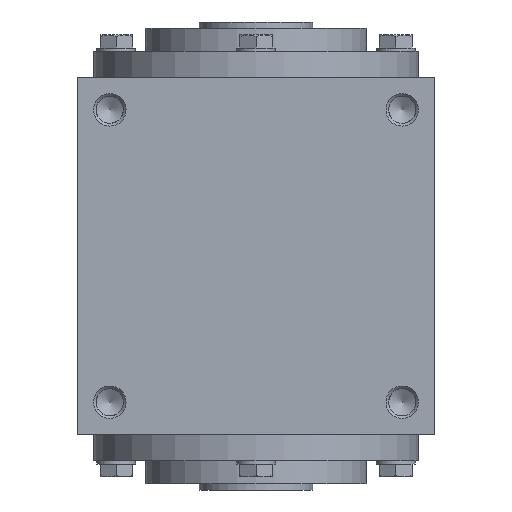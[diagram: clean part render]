
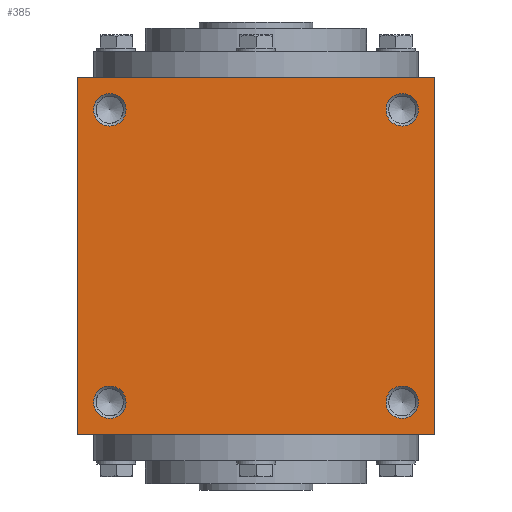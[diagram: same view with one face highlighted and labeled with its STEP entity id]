
A CAD part, left-side view. The second image highlights one B-rep face of the part: STEP entity #385.
In plain terms, the highlighted face is planar.
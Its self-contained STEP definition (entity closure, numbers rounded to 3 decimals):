
#385 = ADVANCED_FACE( '', ( #818, #819, #820, #821, #822 ), #823, .F. );
#818 = FACE_BOUND( '', #1453, .T. );
#819 = FACE_BOUND( '', #1454, .T. );
#820 = FACE_BOUND( '', #1455, .T. );
#821 = FACE_BOUND( '', #1456, .T. );
#822 = FACE_OUTER_BOUND( '', #1457, .T. );
#823 = PLANE( '', #1458 );
#1453 = EDGE_LOOP( '', ( #2162 ) );
#1454 = EDGE_LOOP( '', ( #2163 ) );
#1455 = EDGE_LOOP( '', ( #2164 ) );
#1456 = EDGE_LOOP( '', ( #2165 ) );
#1457 = EDGE_LOOP( '', ( #2166, #2167, #2168, #2169 ) );
#1458 = AXIS2_PLACEMENT_3D( '', #2170, #2171, #2172 );
#2162 = ORIENTED_EDGE( '', *, *, #3292, .F. );
#2163 = ORIENTED_EDGE( '', *, *, #3293, .T. );
#2164 = ORIENTED_EDGE( '', *, *, #3294, .F. );
#2165 = ORIENTED_EDGE( '', *, *, #3295, .T. );
#2166 = ORIENTED_EDGE( '', *, *, #3287, .F. );
#2167 = ORIENTED_EDGE( '', *, *, #3296, .F. );
#2168 = ORIENTED_EDGE( '', *, *, #3297, .F. );
#2169 = ORIENTED_EDGE( '', *, *, #3298, .F. );
#2170 = CARTESIAN_POINT( '', ( 0., 0., -55. ) );
#2171 = DIRECTION( '', ( 0., 0., 1. ) );
#2172 = DIRECTION( '', ( 1., 0., 0. ) );
#3287 = EDGE_CURVE( '', #3808, #3809, #3810, .T. );
#3292 = EDGE_CURVE( '', #3817, #3817, #3818, .T. );
#3293 = EDGE_CURVE( '', #3819, #3819, #3820, .T. );
#3294 = EDGE_CURVE( '', #3821, #3821, #3822, .T. );
#3295 = EDGE_CURVE( '', #3823, #3823, #3824, .T. );
#3296 = EDGE_CURVE( '', #3825, #3808, #3826, .T. );
#3297 = EDGE_CURVE( '', #3827, #3825, #3828, .T. );
#3298 = EDGE_CURVE( '', #3809, #3827, #3829, .T. );
#3808 = VERTEX_POINT( '', #4566 );
#3809 = VERTEX_POINT( '', #4567 );
#3810 = LINE( '', #4568, #4569 );
#3817 = VERTEX_POINT( '', #4579 );
#3818 = CIRCLE( '', #4580, 5. );
#3819 = VERTEX_POINT( '', #4581 );
#3820 = CIRCLE( '', #4582, 5. );
#3821 = VERTEX_POINT( '', #4583 );
#3822 = CIRCLE( '', #4584, 5. );
#3823 = VERTEX_POINT( '', #4585 );
#3824 = CIRCLE( '', #4586, 5. );
#3825 = VERTEX_POINT( '', #4587 );
#3826 = LINE( '', #4588, #4589 );
#3827 = VERTEX_POINT( '', #4590 );
#3828 = LINE( '', #4591, #4592 );
#3829 = LINE( '', #4593, #4594 );
#4566 = CARTESIAN_POINT( '', ( -55., 55., -55. ) );
#4567 = CARTESIAN_POINT( '', ( -55., -55., -55. ) );
#4568 = CARTESIAN_POINT( '', ( -55., 55., -55. ) );
#4569 = VECTOR( '', #5284, 1000. );
#4579 = CARTESIAN_POINT( '', ( -50., 45., -55. ) );
#4580 = AXIS2_PLACEMENT_3D( '', #5288, #5289, #5290 );
#4581 = CARTESIAN_POINT( '', ( 50., 45., -55. ) );
#4582 = AXIS2_PLACEMENT_3D( '', #5291, #5292, #5293 );
#4583 = CARTESIAN_POINT( '', ( -50., -45., -55. ) );
#4584 = AXIS2_PLACEMENT_3D( '', #5294, #5295, #5296 );
#4585 = CARTESIAN_POINT( '', ( 50., -45., -55. ) );
#4586 = AXIS2_PLACEMENT_3D( '', #5297, #5298, #5299 );
#4587 = CARTESIAN_POINT( '', ( 55., 55., -55. ) );
#4588 = CARTESIAN_POINT( '', ( 55., 55., -55. ) );
#4589 = VECTOR( '', #5300, 1000. );
#4590 = CARTESIAN_POINT( '', ( 55., -55., -55. ) );
#4591 = CARTESIAN_POINT( '', ( 55., -55., -55. ) );
#4592 = VECTOR( '', #5301, 1000. );
#4593 = CARTESIAN_POINT( '', ( -55., -55., -55. ) );
#4594 = VECTOR( '', #5302, 1000. );
#5284 = DIRECTION( '', ( 0., -1., 0. ) );
#5288 = CARTESIAN_POINT( '', ( -45., 45., -55. ) );
#5289 = DIRECTION( '', ( 0., 0., -1. ) );
#5290 = DIRECTION( '', ( -1., 0., 0. ) );
#5291 = CARTESIAN_POINT( '', ( 45., 45., -55. ) );
#5292 = DIRECTION( '', ( 0., 0., 1. ) );
#5293 = DIRECTION( '', ( 1., 0., 0. ) );
#5294 = CARTESIAN_POINT( '', ( -45., -45., -55. ) );
#5295 = DIRECTION( '', ( 0., 0., -1. ) );
#5296 = DIRECTION( '', ( -1., 0., 0. ) );
#5297 = CARTESIAN_POINT( '', ( 45., -45., -55. ) );
#5298 = DIRECTION( '', ( 0., 0., 1. ) );
#5299 = DIRECTION( '', ( 1., 0., 0. ) );
#5300 = DIRECTION( '', ( -1., 0., 0. ) );
#5301 = DIRECTION( '', ( 0., 1., 0. ) );
#5302 = DIRECTION( '', ( 1., 0., 0. ) );
